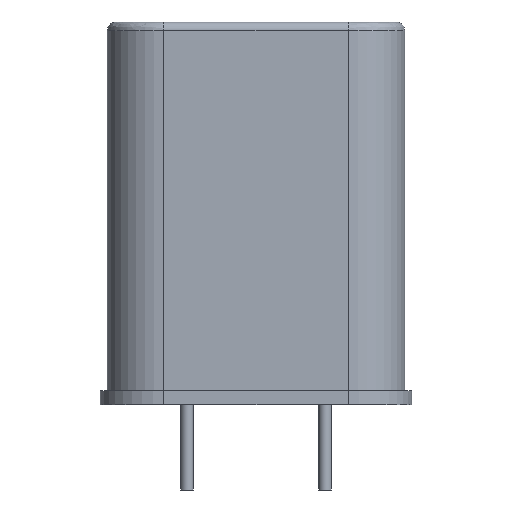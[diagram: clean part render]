
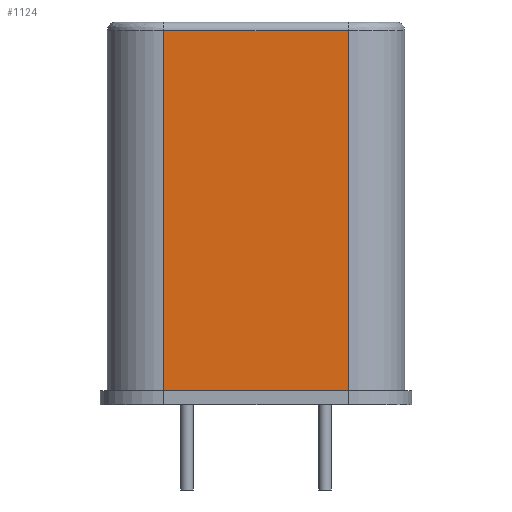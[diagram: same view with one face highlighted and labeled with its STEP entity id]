
A CAD part, front view. The second image highlights one B-rep face of the part: STEP entity #1124.
In plain terms, the highlighted planar face has unit normal (0, -1, 0).
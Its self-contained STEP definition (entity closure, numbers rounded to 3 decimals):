
#29 = DIRECTION ( 'NONE',  ( -1., 0., 0. ) ) ;
#37 = LINE ( 'NONE', #972, #1055 ) ;
#123 = LINE ( 'NONE', #1617, #1143 ) ;
#161 = DIRECTION ( 'NONE',  ( 1., 0., 0. ) ) ;
#167 = PLANE ( 'NONE',  #594 ) ;
#168 = FACE_OUTER_BOUND ( 'NONE', #570, .T. ) ;
#173 = DIRECTION ( 'NONE',  ( 0., -1., 0. ) ) ;
#176 = CARTESIAN_POINT ( 'NONE',  ( 5.69, -1.996, 13.2 ) ) ;
#242 = LINE ( 'NONE', #1573, #1632 ) ;
#244 = ORIENTED_EDGE ( 'NONE', *, *, #647, .T. ) ;
#267 = CARTESIAN_POINT ( 'NONE',  ( -0.81, -1.996, 0.5 ) ) ;
#294 = EDGE_CURVE ( 'NONE', #1237, #583, #1540, .T. ) ;
#422 = EDGE_CURVE ( 'NONE', #1048, #1237, #123, .T. ) ;
#570 = EDGE_LOOP ( 'NONE', ( #1284, #244, #1311, #790 ) ) ;
#583 = VERTEX_POINT ( 'NONE', #1697 ) ;
#594 = AXIS2_PLACEMENT_3D ( 'NONE', #982, #173, #1111 ) ;
#647 = EDGE_CURVE ( 'NONE', #583, #1411, #242, .T. ) ;
#790 = ORIENTED_EDGE ( 'NONE', *, *, #422, .T. ) ;
#813 = CARTESIAN_POINT ( 'NONE',  ( 5.69, -1.996, 0.5 ) ) ;
#817 = DIRECTION ( 'NONE',  ( 0., 0., 1. ) ) ;
#836 = VECTOR ( 'NONE', #29, 1000. ) ;
#972 = CARTESIAN_POINT ( 'NONE',  ( 7.68, -1.996, 0.5 ) ) ;
#982 = CARTESIAN_POINT ( 'NONE',  ( 7.68, -1.996, 0.1 ) ) ;
#1047 = DIRECTION ( 'NONE',  ( 0., 0., -1. ) ) ;
#1048 = VERTEX_POINT ( 'NONE', #813 ) ;
#1055 = VECTOR ( 'NONE', #161, 1000. ) ;
#1092 = CARTESIAN_POINT ( 'NONE',  ( 7.68, -1.996, 13.2 ) ) ;
#1111 = DIRECTION ( 'NONE',  ( 0., 0., -1. ) ) ;
#1124 = ADVANCED_FACE ( 'NONE', ( #168 ), #167, .T. ) ;
#1143 = VECTOR ( 'NONE', #817, 1000. ) ;
#1237 = VERTEX_POINT ( 'NONE', #176 ) ;
#1284 = ORIENTED_EDGE ( 'NONE', *, *, #294, .T. ) ;
#1311 = ORIENTED_EDGE ( 'NONE', *, *, #1535, .T. ) ;
#1411 = VERTEX_POINT ( 'NONE', #267 ) ;
#1535 = EDGE_CURVE ( 'NONE', #1411, #1048, #37, .T. ) ;
#1540 = LINE ( 'NONE', #1092, #836 ) ;
#1573 = CARTESIAN_POINT ( 'NONE',  ( -0.81, -1.996, 0.1 ) ) ;
#1617 = CARTESIAN_POINT ( 'NONE',  ( 5.69, -1.996, 0.1 ) ) ;
#1632 = VECTOR ( 'NONE', #1047, 1000. ) ;
#1697 = CARTESIAN_POINT ( 'NONE',  ( -0.81, -1.996, 13.2 ) ) ;
